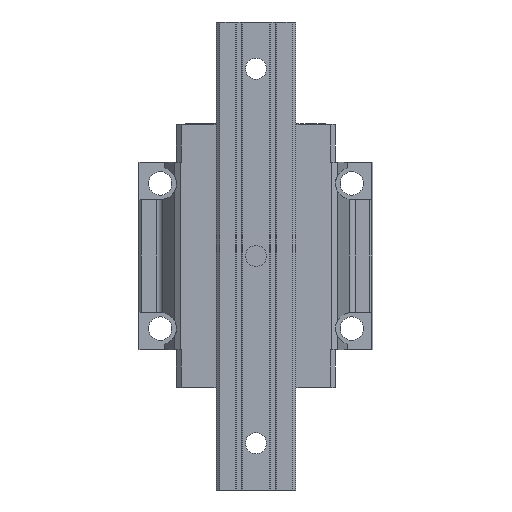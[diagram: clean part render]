
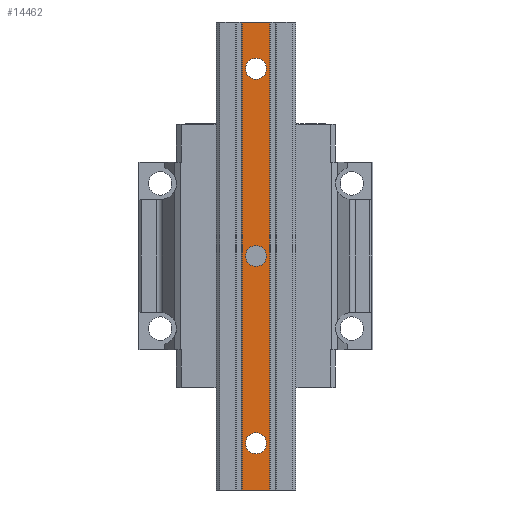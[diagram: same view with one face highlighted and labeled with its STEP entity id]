
A CAD part, front view. The second image highlights one B-rep face of the part: STEP entity #14462.
In plain terms, the highlighted planar face has unit normal (0, -1, 0).
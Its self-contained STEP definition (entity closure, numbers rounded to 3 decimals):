
#13372=DIRECTION('',(1.,0.,0.));
#13373=VECTOR('',#13372,11.7);
#13374=CARTESIAN_POINT('',(-5.85,-29.,-100.));
#13375=LINE('',#13374,#13373);
#13500=DIRECTION('',(0.,0.,1.));
#13501=VECTOR('',#13500,200.);
#13502=CARTESIAN_POINT('',(5.85,-29.,-100.));
#13503=LINE('',#13502,#13501);
#13504=DIRECTION('',(0.,0.,1.));
#13505=VECTOR('',#13504,200.);
#13506=CARTESIAN_POINT('',(-5.85,-29.,-100.));
#13507=LINE('',#13506,#13505);
#13508=CARTESIAN_POINT('',(0.,-29.,0.));
#13509=DIRECTION('',(0.,1.,0.));
#13510=DIRECTION('',(-1.,0.,0.));
#13511=AXIS2_PLACEMENT_3D('',#13508,#13509,#13510);
#13513=CARTESIAN_POINT('',(0.,-29.,0.));
#13514=DIRECTION('',(0.,1.,0.));
#13515=DIRECTION('',(1.,0.,0.));
#13516=AXIS2_PLACEMENT_3D('',#13513,#13514,#13515);
#13518=CARTESIAN_POINT('',(0.,-29.,80.));
#13519=DIRECTION('',(0.,1.,0.));
#13520=DIRECTION('',(-1.,0.,0.));
#13521=AXIS2_PLACEMENT_3D('',#13518,#13519,#13520);
#13523=CARTESIAN_POINT('',(0.,-29.,80.));
#13524=DIRECTION('',(0.,1.,0.));
#13525=DIRECTION('',(1.,0.,0.));
#13526=AXIS2_PLACEMENT_3D('',#13523,#13524,#13525);
#13528=CARTESIAN_POINT('',(0.,-29.,-80.));
#13529=DIRECTION('',(0.,1.,0.));
#13530=DIRECTION('',(-1.,0.,0.));
#13531=AXIS2_PLACEMENT_3D('',#13528,#13529,#13530);
#13533=CARTESIAN_POINT('',(0.,-29.,-80.));
#13534=DIRECTION('',(0.,1.,0.));
#13535=DIRECTION('',(1.,0.,0.));
#13536=AXIS2_PLACEMENT_3D('',#13533,#13534,#13535);
#13720=DIRECTION('',(1.,0.,0.));
#13721=VECTOR('',#13720,11.7);
#13722=CARTESIAN_POINT('',(-5.85,-29.,100.));
#13723=LINE('',#13722,#13721);
#13966=CARTESIAN_POINT('',(-5.85,-29.,-100.));
#13967=VERTEX_POINT('',#13966);
#13968=CARTESIAN_POINT('',(5.85,-29.,-100.));
#13969=VERTEX_POINT('',#13968);
#14042=CARTESIAN_POINT('',(-5.85,-29.,100.));
#14043=VERTEX_POINT('',#14042);
#14044=CARTESIAN_POINT('',(5.85,-29.,100.));
#14045=VERTEX_POINT('',#14044);
#14074=CARTESIAN_POINT('',(-4.5,-29.,0.));
#14075=CARTESIAN_POINT('',(4.5,-29.,0.));
#14076=VERTEX_POINT('',#14074);
#14077=VERTEX_POINT('',#14075);
#14078=CARTESIAN_POINT('',(-4.5,-29.,80.));
#14079=CARTESIAN_POINT('',(4.5,-29.,80.));
#14080=VERTEX_POINT('',#14078);
#14081=VERTEX_POINT('',#14079);
#14082=CARTESIAN_POINT('',(-4.5,-29.,-80.));
#14083=CARTESIAN_POINT('',(4.5,-29.,-80.));
#14084=VERTEX_POINT('',#14082);
#14085=VERTEX_POINT('',#14083);
#14431=CARTESIAN_POINT('',(-5.85,-29.,-100.));
#14432=DIRECTION('',(0.,-1.,0.));
#14433=DIRECTION('',(1.,0.,0.));
#14434=AXIS2_PLACEMENT_3D('',#14431,#14432,#14433);
#14435=PLANE('',#14434);
#14436=ORIENTED_EDGE('',*,*,#14171,.F.);
#14438=ORIENTED_EDGE('',*,*,#14437,.T.);
#14440=ORIENTED_EDGE('',*,*,#14439,.T.);
#14441=ORIENTED_EDGE('',*,*,#14423,.F.);
#14442=EDGE_LOOP('',(#14436,#14438,#14440,#14441));
#14443=FACE_OUTER_BOUND('',#14442,.F.);
#14445=ORIENTED_EDGE('',*,*,#14444,.F.);
#14447=ORIENTED_EDGE('',*,*,#14446,.F.);
#14448=EDGE_LOOP('',(#14445,#14447));
#14449=FACE_BOUND('',#14448,.F.);
#14451=ORIENTED_EDGE('',*,*,#14450,.F.);
#14453=ORIENTED_EDGE('',*,*,#14452,.F.);
#14454=EDGE_LOOP('',(#14451,#14453));
#14455=FACE_BOUND('',#14454,.F.);
#14457=ORIENTED_EDGE('',*,*,#14456,.F.);
#14459=ORIENTED_EDGE('',*,*,#14458,.F.);
#14460=EDGE_LOOP('',(#14457,#14459));
#14461=FACE_BOUND('',#14460,.F.);
#14462=ADVANCED_FACE('',(#14443,#14449,#14455,#14461),#14435,.T.);
#13512=CIRCLE('',#13511,4.5);
#13517=CIRCLE('',#13516,4.5);
#13522=CIRCLE('',#13521,4.5);
#13527=CIRCLE('',#13526,4.5);
#13532=CIRCLE('',#13531,4.5);
#13537=CIRCLE('',#13536,4.5);
#14171=EDGE_CURVE('',#13967,#13969,#13375,.T.);
#14423=EDGE_CURVE('',#13969,#14045,#13503,.T.);
#14437=EDGE_CURVE('',#13967,#14043,#13507,.T.);
#14439=EDGE_CURVE('',#14043,#14045,#13723,.T.);
#14444=EDGE_CURVE('',#14076,#14077,#13512,.T.);
#14446=EDGE_CURVE('',#14077,#14076,#13517,.T.);
#14450=EDGE_CURVE('',#14080,#14081,#13522,.T.);
#14452=EDGE_CURVE('',#14081,#14080,#13527,.T.);
#14456=EDGE_CURVE('',#14084,#14085,#13532,.T.);
#14458=EDGE_CURVE('',#14085,#14084,#13537,.T.);
